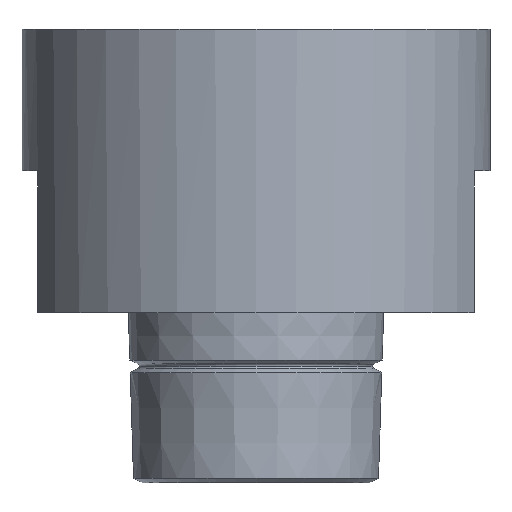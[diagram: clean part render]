
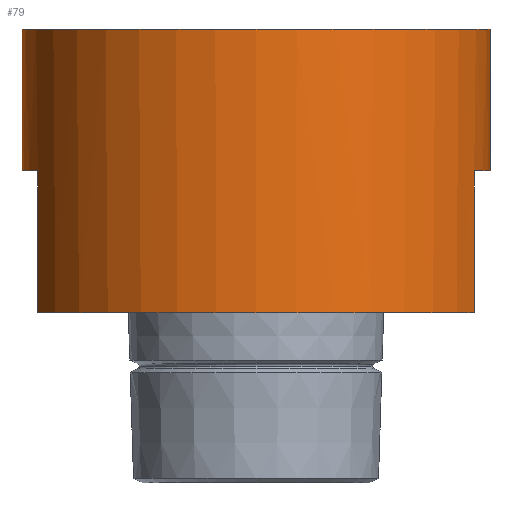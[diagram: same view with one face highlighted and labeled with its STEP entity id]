
A CAD part, front view. The second image highlights one B-rep face of the part: STEP entity #79.
In plain terms, the highlighted cylindrical face has radius 24.75 mm (diameter 49.5 mm), a partial arc.
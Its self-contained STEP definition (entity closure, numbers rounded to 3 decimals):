
#72 = VERTEX_POINT ( 'NONE', #360 ) ;
#74 = EDGE_CURVE ( 'NONE', #72, #75, #359, .T. ) ;
#75 = VERTEX_POINT ( 'NONE', #355 ) ;
#79 = ADVANCED_FACE ( 'NONE', ( #349 ), #348, .T. ) ;
#80 = EDGE_LOOP ( 'NONE', ( #510, #330, #511, #228, #230, #233, #235, #236 ) ) ;
#226 = EDGE_CURVE ( 'NONE', #512, #458, #946, .T. ) ;
#227 = VERTEX_POINT ( 'NONE', #942 ) ;
#228 = ORIENTED_EDGE ( 'NONE', *, *, #229, .T. ) ;
#229 = EDGE_CURVE ( 'NONE', #512, #227, #908, .T. ) ;
#230 = ORIENTED_EDGE ( 'NONE', *, *, #231, .T. ) ;
#231 = EDGE_CURVE ( 'NONE', #227, #232, #909, .T. ) ;
#232 = VERTEX_POINT ( 'NONE', #964 ) ;
#233 = ORIENTED_EDGE ( 'NONE', *, *, #234, .T. ) ;
#234 = EDGE_CURVE ( 'NONE', #232, #279, #963, .T. ) ;
#235 = ORIENTED_EDGE ( 'NONE', *, *, #278, .T. ) ;
#236 = ORIENTED_EDGE ( 'NONE', *, *, #297, .F. ) ;
#276 = VERTEX_POINT ( 'NONE', #737 ) ;
#278 = EDGE_CURVE ( 'NONE', #279, #276, #731, .T. ) ;
#279 = VERTEX_POINT ( 'NONE', #727 ) ;
#297 = EDGE_CURVE ( 'NONE', #75, #276, #700, .T. ) ;
#323 = DIRECTION ( 'NONE',  ( 1., 0., 0. ) ) ;
#324 = DIRECTION ( 'NONE',  ( 0., 0., 1. ) ) ;
#330 = ORIENTED_EDGE ( 'NONE', *, *, #457, .T. ) ;
#346 = CARTESIAN_POINT ( 'NONE',  ( 0., 0., 24. ) ) ;
#347 = AXIS2_PLACEMENT_3D ( 'NONE', #346, #324, #323 ) ;
#348 = CYLINDRICAL_SURFACE ( 'NONE', #347, 24.75 ) ;
#349 = FACE_OUTER_BOUND ( 'NONE', #80, .T. ) ;
#355 = CARTESIAN_POINT ( 'NONE',  ( -24.75, 0., 24. ) ) ;
#356 = DIRECTION ( 'NONE',  ( 0., 0., 1. ) ) ;
#357 = VECTOR ( 'NONE', #356, 1000. ) ;
#358 = CARTESIAN_POINT ( 'NONE',  ( -24.75, 0., 24. ) ) ;
#359 = LINE ( 'NONE', #358, #357 ) ;
#360 = CARTESIAN_POINT ( 'NONE',  ( -24.75, 0., 9. ) ) ;
#457 = EDGE_CURVE ( 'NONE', #72, #458, #796, .T. ) ;
#458 = VERTEX_POINT ( 'NONE', #797 ) ;
#510 = ORIENTED_EDGE ( 'NONE', *, *, #74, .F. ) ;
#511 = ORIENTED_EDGE ( 'NONE', *, *, #226, .F. ) ;
#512 = VERTEX_POINT ( 'NONE', #791 ) ;
#694 = CARTESIAN_POINT ( 'NONE',  ( 0., 0., 24. ) ) ;
#695 = AXIS2_PLACEMENT_3D ( 'NONE', #694, #765, #806 ) ;
#700 = CIRCLE ( 'NONE', #695, 24.75 ) ;
#727 = CARTESIAN_POINT ( 'NONE',  ( 24.75, 0., 9. ) ) ;
#728 = DIRECTION ( 'NONE',  ( 0., 0., 1. ) ) ;
#729 = VECTOR ( 'NONE', #728, 1000. ) ;
#730 = CARTESIAN_POINT ( 'NONE',  ( 24.75, 0., 24. ) ) ;
#731 = LINE ( 'NONE', #730, #729 ) ;
#737 = CARTESIAN_POINT ( 'NONE',  ( 24.75, 0., 24. ) ) ;
#765 = DIRECTION ( 'NONE',  ( 0., 0., 1. ) ) ;
#791 = CARTESIAN_POINT ( 'NONE',  ( -23.08, -8.938, -6. ) ) ;
#792 = DIRECTION ( 'NONE',  ( 1., 0., 0. ) ) ;
#793 = DIRECTION ( 'NONE',  ( 0., 0., 1. ) ) ;
#794 = CARTESIAN_POINT ( 'NONE',  ( 0., 0., 9. ) ) ;
#795 = AXIS2_PLACEMENT_3D ( 'NONE', #794, #793, #792 ) ;
#796 = CIRCLE ( 'NONE', #795, 24.75 ) ;
#797 = CARTESIAN_POINT ( 'NONE',  ( -23.08, -8.938, 9. ) ) ;
#806 = DIRECTION ( 'NONE',  ( 1., 0., 0. ) ) ;
#903 = CARTESIAN_POINT ( 'NONE',  ( 23.08, -8.938, -24. ) ) ;
#904 = DIRECTION ( 'NONE',  ( 1., 0., 0. ) ) ;
#905 = DIRECTION ( 'NONE',  ( 0., 0., 1. ) ) ;
#906 = CARTESIAN_POINT ( 'NONE',  ( 0., 0., -6. ) ) ;
#907 = AXIS2_PLACEMENT_3D ( 'NONE', #906, #905, #904 ) ;
#908 = CIRCLE ( 'NONE', #907, 24.75 ) ;
#909 = LINE ( 'NONE', #903, #966 ) ;
#942 = CARTESIAN_POINT ( 'NONE',  ( 23.08, -8.938, -6. ) ) ;
#943 = DIRECTION ( 'NONE',  ( 0., 0., 1. ) ) ;
#944 = VECTOR ( 'NONE', #943, 1000. ) ;
#945 = CARTESIAN_POINT ( 'NONE',  ( -23.08, -8.938, -24. ) ) ;
#946 = LINE ( 'NONE', #945, #944 ) ;
#959 = DIRECTION ( 'NONE',  ( 1., 0., 0. ) ) ;
#960 = DIRECTION ( 'NONE',  ( 0., 0., 1. ) ) ;
#961 = CARTESIAN_POINT ( 'NONE',  ( 0., 0., 9. ) ) ;
#962 = AXIS2_PLACEMENT_3D ( 'NONE', #961, #960, #959 ) ;
#963 = CIRCLE ( 'NONE', #962, 24.75 ) ;
#964 = CARTESIAN_POINT ( 'NONE',  ( 23.08, -8.938, 9. ) ) ;
#965 = DIRECTION ( 'NONE',  ( 0., 0., 1. ) ) ;
#966 = VECTOR ( 'NONE', #965, 1000. ) ;
